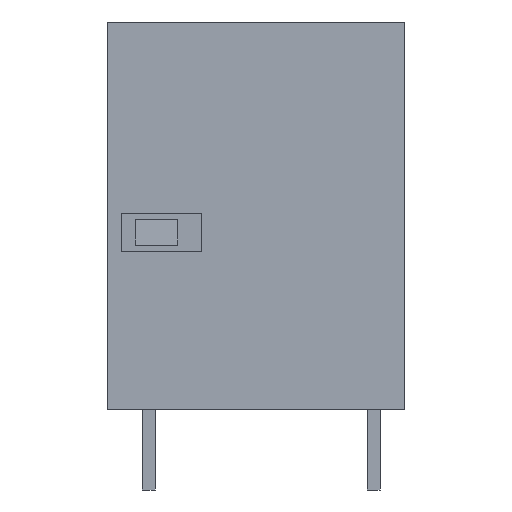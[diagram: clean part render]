
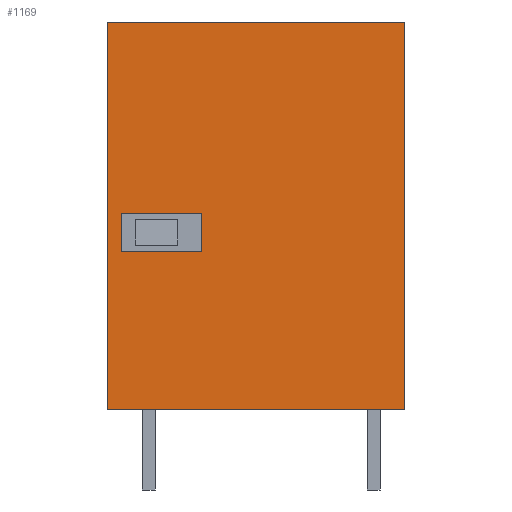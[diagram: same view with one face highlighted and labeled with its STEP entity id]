
A CAD part, left-side view. The second image highlights one B-rep face of the part: STEP entity #1169.
In plain terms, the highlighted planar face has unit normal (-1, 0, 0).
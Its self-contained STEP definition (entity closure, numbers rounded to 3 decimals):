
#1115=AXIS2_PLACEMENT_3D('Plane Axis2P3D',#1112,#1113,#1114) ;
#49=CARTESIAN_POINT('Vertex',(0.,0.,5.)) ;
#52=CARTESIAN_POINT('Line Origine',(0.,9.25,5.)) ;
#56=CARTESIAN_POINT('Vertex',(0.,18.5,5.)) ;
#148=CARTESIAN_POINT('Line Origine',(0.,0.,17.075)) ;
#152=CARTESIAN_POINT('Vertex',(0.,0.,29.15)) ;
#1112=CARTESIAN_POINT('Axis2P3D Location',(0.,18.5,0.)) ;
#1117=CARTESIAN_POINT('Line Origine',(0.,9.25,29.15)) ;
#1121=CARTESIAN_POINT('Vertex',(0.,18.5,29.15)) ;
#1124=CARTESIAN_POINT('Line Origine',(0.,18.5,17.075)) ;
#1135=CARTESIAN_POINT('Line Origine',(0.,15.151,17.25)) ;
#1139=CARTESIAN_POINT('Vertex',(0.,12.651,17.25)) ;
#1141=CARTESIAN_POINT('Vertex',(0.,17.65,17.25)) ;
#1144=CARTESIAN_POINT('Line Origine',(0.,12.651,16.05)) ;
#1148=CARTESIAN_POINT('Vertex',(0.,12.651,14.85)) ;
#1151=CARTESIAN_POINT('Line Origine',(0.,15.151,14.85)) ;
#1155=CARTESIAN_POINT('Vertex',(0.,17.65,14.85)) ;
#1158=CARTESIAN_POINT('Line Origine',(0.,17.65,16.05)) ;
#53=DIRECTION('Vector Direction',(0.,-1.,0.)) ;
#149=DIRECTION('Vector Direction',(0.,0.,-1.)) ;
#1113=DIRECTION('Axis2P3D Direction',(-1.,0.,0.)) ;
#1114=DIRECTION('Axis2P3D XDirection',(0.,-1.,0.)) ;
#1118=DIRECTION('Vector Direction',(0.,1.,0.)) ;
#1125=DIRECTION('Vector Direction',(0.,0.,-1.)) ;
#1136=DIRECTION('Vector Direction',(0.,1.,0.)) ;
#1145=DIRECTION('Vector Direction',(0.,0.,1.)) ;
#1152=DIRECTION('Vector Direction',(0.,-1.,0.)) ;
#1159=DIRECTION('Vector Direction',(0.,0.,-1.)) ;
#54=VECTOR('Line Direction',#53,1.) ;
#150=VECTOR('Line Direction',#149,1.) ;
#1119=VECTOR('Line Direction',#1118,1.) ;
#1126=VECTOR('Line Direction',#1125,1.) ;
#1137=VECTOR('Line Direction',#1136,1.) ;
#1146=VECTOR('Line Direction',#1145,1.) ;
#1153=VECTOR('Line Direction',#1152,1.) ;
#1160=VECTOR('Line Direction',#1159,1.) ;
#1130=ORIENTED_EDGE('',*,*,#1123,.T.) ;
#1131=ORIENTED_EDGE('',*,*,#1128,.T.) ;
#1132=ORIENTED_EDGE('',*,*,#58,.T.) ;
#1133=ORIENTED_EDGE('',*,*,#154,.T.) ;
#1164=ORIENTED_EDGE('',*,*,#1143,.F.) ;
#1165=ORIENTED_EDGE('',*,*,#1150,.F.) ;
#1166=ORIENTED_EDGE('',*,*,#1157,.F.) ;
#1167=ORIENTED_EDGE('',*,*,#1162,.F.) ;
#1168=FACE_BOUND('',#1163,.T.) ;
#1169=ADVANCED_FACE('HOUSING',(#1134,#1168),#1116,.T.) ;
#58=EDGE_CURVE('',#57,#50,#55,.T.) ;
#154=EDGE_CURVE('',#50,#153,#151,.F.) ;
#1123=EDGE_CURVE('',#153,#1122,#1120,.T.) ;
#1128=EDGE_CURVE('',#1122,#57,#1127,.T.) ;
#1143=EDGE_CURVE('',#1140,#1142,#1138,.T.) ;
#1150=EDGE_CURVE('',#1149,#1140,#1147,.T.) ;
#1157=EDGE_CURVE('',#1156,#1149,#1154,.T.) ;
#1162=EDGE_CURVE('',#1142,#1156,#1161,.T.) ;
#1129=EDGE_LOOP('',(#1130,#1131,#1132,#1133)) ;
#1163=EDGE_LOOP('',(#1164,#1165,#1166,#1167)) ;
#1134=FACE_OUTER_BOUND('',#1129,.T.) ;
#55=LINE('Line',#52,#54) ;
#151=LINE('Line',#148,#150) ;
#1120=LINE('Line',#1117,#1119) ;
#1127=LINE('Line',#1124,#1126) ;
#1138=LINE('Line',#1135,#1137) ;
#1147=LINE('Line',#1144,#1146) ;
#1154=LINE('Line',#1151,#1153) ;
#1161=LINE('Line',#1158,#1160) ;
#1116=PLANE('',#1115) ;
#50=VERTEX_POINT('',#49) ;
#57=VERTEX_POINT('',#56) ;
#153=VERTEX_POINT('',#152) ;
#1122=VERTEX_POINT('',#1121) ;
#1140=VERTEX_POINT('',#1139) ;
#1142=VERTEX_POINT('',#1141) ;
#1149=VERTEX_POINT('',#1148) ;
#1156=VERTEX_POINT('',#1155) ;
